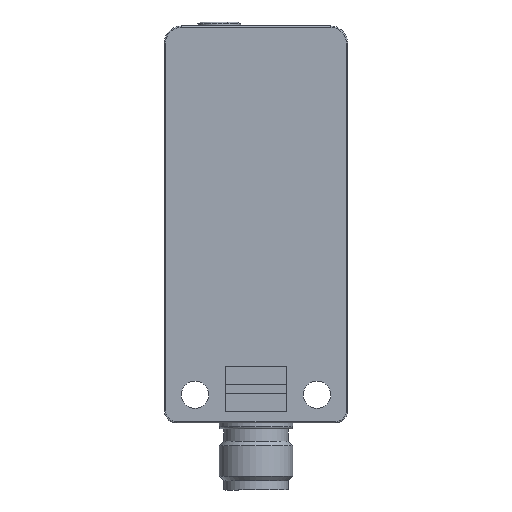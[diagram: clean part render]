
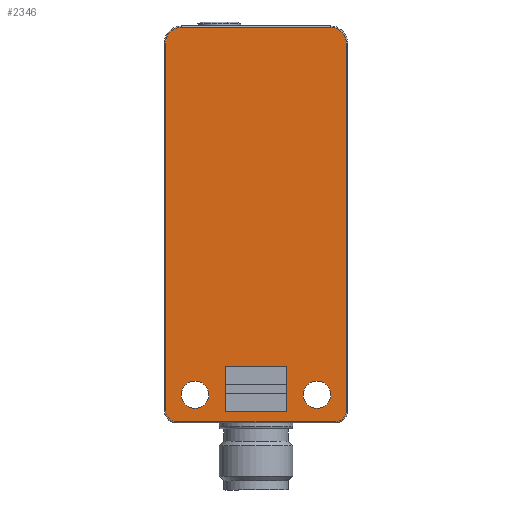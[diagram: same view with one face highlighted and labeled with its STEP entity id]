
A CAD part, left-side view. The second image highlights one B-rep face of the part: STEP entity #2346.
In plain terms, the highlighted planar face has unit normal (-1, 0, 0).
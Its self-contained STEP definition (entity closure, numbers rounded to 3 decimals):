
#54=FACE_BOUND($,#382,.T.);
#55=FACE_BOUND($,#383,.T.);
#56=FACE_BOUND($,#384,.T.);
#107=ELLIPSE($,#2514,1.8,1.8);
#110=ELLIPSE($,#2531,1.8,1.8);
#111=ELLIPSE($,#2532,2.6,2.6);
#112=ELLIPSE($,#2533,2.6,2.6);
#155=PLANE($,#2530);
#217=FACE_OUTER_BOUND($,#381,.T.);
#381=EDGE_LOOP($,(#1649,#1650,#1651,#1652,#1653,#1654,#1655,#1656));
#382=EDGE_LOOP($,(#1657));
#383=EDGE_LOOP($,(#1658));
#384=EDGE_LOOP($,(#1659,#1660,#1661,#1662));
#606=LINE($,#3788,#761);
#607=LINE($,#3791,#762);
#608=LINE($,#3795,#763);
#609=LINE($,#3799,#764);
#610=LINE($,#3807,#765);
#611=LINE($,#3809,#766);
#612=LINE($,#3811,#767);
#613=LINE($,#3812,#768);
#761=VECTOR($,#2892,26.021);
#762=VECTOR($,#2895,60.2);
#763=VECTOR($,#2898,60.2);
#764=VECTOR($,#2901,24.421);
#765=VECTOR($,#2908,7.5);
#766=VECTOR($,#2909,10.);
#767=VECTOR($,#2910,7.5);
#768=VECTOR($,#2911,10.);
#913=CIRCLE($,#2534,2.25);
#914=CIRCLE($,#2535,2.25);
#1050=VERTEX_POINT($,#3683);
#1053=VERTEX_POINT($,#3688);
#1072=VERTEX_POINT($,#3786);
#1073=VERTEX_POINT($,#3790);
#1074=VERTEX_POINT($,#3792);
#1075=VERTEX_POINT($,#3794);
#1076=VERTEX_POINT($,#3796);
#1077=VERTEX_POINT($,#3798);
#1078=VERTEX_POINT($,#3801);
#1079=VERTEX_POINT($,#3803);
#1080=VERTEX_POINT($,#3805);
#1081=VERTEX_POINT($,#3806);
#1082=VERTEX_POINT($,#3808);
#1083=VERTEX_POINT($,#3810);
#1283=EDGE_CURVE($,#1050,#1053,#107,.T.);
#1305=EDGE_CURVE($,#1053,#1072,#606,.T.);
#1306=EDGE_CURVE($,#1073,#1050,#607,.T.);
#1307=EDGE_CURVE($,#1072,#1074,#110,.T.);
#1308=EDGE_CURVE($,#1074,#1075,#608,.T.);
#1309=EDGE_CURVE($,#1075,#1076,#111,.T.);
#1310=EDGE_CURVE($,#1076,#1077,#609,.T.);
#1311=EDGE_CURVE($,#1077,#1073,#112,.T.);
#1312=EDGE_CURVE($,#1078,#1078,#913,.T.);
#1313=EDGE_CURVE($,#1079,#1079,#914,.T.);
#1314=EDGE_CURVE($,#1080,#1081,#610,.T.);
#1315=EDGE_CURVE($,#1081,#1082,#611,.T.);
#1316=EDGE_CURVE($,#1082,#1083,#612,.T.);
#1317=EDGE_CURVE($,#1083,#1080,#613,.T.);
#1649=ORIENTED_EDGE($,*,*,#1306,.T.);
#1650=ORIENTED_EDGE($,*,*,#1283,.T.);
#1651=ORIENTED_EDGE($,*,*,#1305,.T.);
#1652=ORIENTED_EDGE($,*,*,#1307,.T.);
#1653=ORIENTED_EDGE($,*,*,#1308,.T.);
#1654=ORIENTED_EDGE($,*,*,#1309,.T.);
#1655=ORIENTED_EDGE($,*,*,#1310,.T.);
#1656=ORIENTED_EDGE($,*,*,#1311,.T.);
#1657=ORIENTED_EDGE($,*,*,#1312,.F.);
#1658=ORIENTED_EDGE($,*,*,#1313,.F.);
#1659=ORIENTED_EDGE($,*,*,#1314,.T.);
#1660=ORIENTED_EDGE($,*,*,#1315,.T.);
#1661=ORIENTED_EDGE($,*,*,#1316,.T.);
#1662=ORIENTED_EDGE($,*,*,#1317,.T.);
#2346=ADVANCED_FACE($,(#217,#54,#55,#56),#155,.T.);
#2514=AXIS2_PLACEMENT_3D($,#3690,#2851,#2852);
#2530=AXIS2_PLACEMENT_3D($,#3789,#2893,#2894);
#2531=AXIS2_PLACEMENT_3D($,#3793,#2896,#2897);
#2532=AXIS2_PLACEMENT_3D($,#3797,#2899,#2900);
#2533=AXIS2_PLACEMENT_3D($,#3800,#2902,#2903);
#2534=AXIS2_PLACEMENT_3D($,#3802,#2904,#2905);
#2535=AXIS2_PLACEMENT_3D($,#3804,#2906,#2907);
#2851=DIRECTION('center_axis',(-1.,0.,0.));
#2852=DIRECTION('ref_axis',(0.,1.,0.));
#2892=DIRECTION($,(0.,-1.,0.));
#2893=DIRECTION('center_axis',(-1.,0.,0.));
#2894=DIRECTION('ref_axis',(0.,0.,-1.));
#2895=DIRECTION($,(0.,0.,-1.));
#2896=DIRECTION('center_axis',(-1.,0.,0.));
#2897=DIRECTION('ref_axis',(0.,-1.,0.));
#2898=DIRECTION($,(0.,0.,1.));
#2899=DIRECTION('center_axis',(-1.,0.,0.));
#2900=DIRECTION('ref_axis',(0.,-1.,0.));
#2901=DIRECTION($,(0.,1.,0.));
#2902=DIRECTION('center_axis',(-1.,0.,0.));
#2903=DIRECTION('ref_axis',(0.,1.,0.));
#2904=DIRECTION('center_axis',(-1.,0.,0.));
#2905=DIRECTION('ref_axis',(0.,0.,
-1.));
#2906=DIRECTION('center_axis',(-1.,0.,0.));
#2907=DIRECTION('ref_axis',(0.,0.,
-1.));
#2908=DIRECTION($,(0.,0.,1.));
#2909=DIRECTION($,(0.,-1.,0.));
#2910=DIRECTION($,(0.,0.,-1.));
#2911=DIRECTION($,(0.,1.,0.));
#3683=CARTESIAN_POINT('',(-31.1,14.811,-40.));
#3688=CARTESIAN_POINT('',(-31.1,13.01,-41.8));
#3690=CARTESIAN_POINT('Origin',(-31.1,13.01,-40.));
#3786=CARTESIAN_POINT('',(-31.1,-13.01,-41.8));
#3788=CARTESIAN_POINT($,(-31.1,14.7,-41.8));
#3789=CARTESIAN_POINT('Origin',(-31.1,14.7,-42.));
#3790=CARTESIAN_POINT('',(-31.1,14.811,20.2));
#3791=CARTESIAN_POINT($,(-31.1,14.811,-42.));
#3792=CARTESIAN_POINT('',(-31.1,-14.811,-40.));
#3793=CARTESIAN_POINT('Origin',(-31.1,-13.01,-40.));
#3794=CARTESIAN_POINT('',(-31.1,-14.811,20.2));
#3795=CARTESIAN_POINT($,(-31.1,-14.811,-42.));
#3796=CARTESIAN_POINT('',(-31.1,-12.21,22.8));
#3797=CARTESIAN_POINT('Origin',(-31.1,-12.21,20.2));
#3798=CARTESIAN_POINT('',(-31.1,12.21,22.8));
#3799=CARTESIAN_POINT($,(-31.1,14.7,22.8));
#3800=CARTESIAN_POINT('Origin',(-31.1,12.21,20.2));
#3801=CARTESIAN_POINT('',(-31.1,-10.,-39.65));
#3802=CARTESIAN_POINT('Origin',(-31.1,-10.,-37.4));
#3803=CARTESIAN_POINT('',(-31.1,10.,-39.65));
#3804=CARTESIAN_POINT('Origin',(-31.1,10.,-37.4));
#3805=CARTESIAN_POINT('',(-31.1,5.,-40.2));
#3806=CARTESIAN_POINT('',(-31.1,5.,-32.7));
#3807=CARTESIAN_POINT($,(-31.1,5.,-40.2));
#3808=CARTESIAN_POINT('',(-31.1,-5.,-32.7));
#3809=CARTESIAN_POINT($,(-31.1,5.,-32.7));
#3810=CARTESIAN_POINT('',(-31.1,-5.,-40.2));
#3811=CARTESIAN_POINT($,(-31.1,-5.,-32.7));
#3812=CARTESIAN_POINT($,(-31.1,5.,-40.2));
